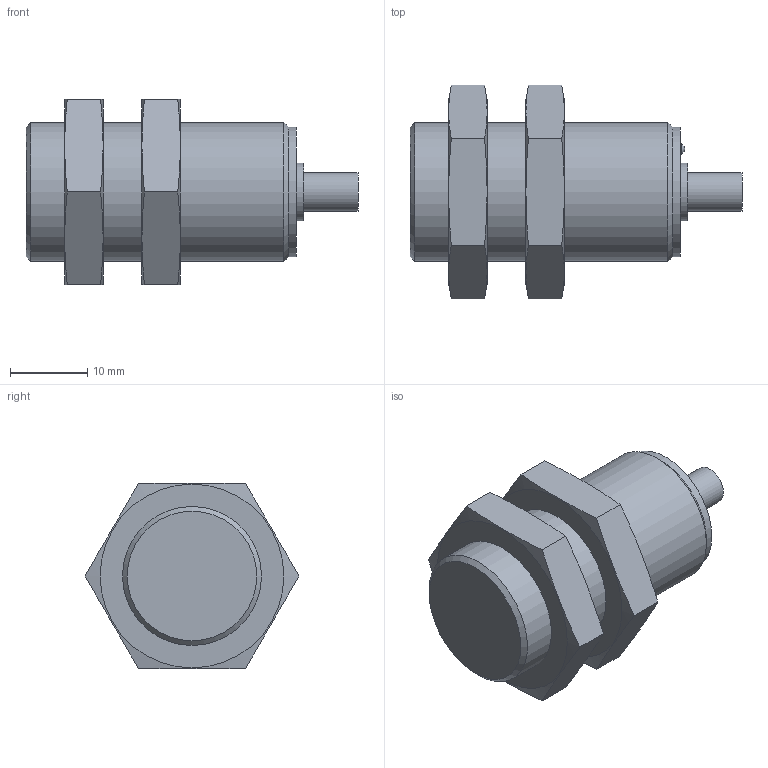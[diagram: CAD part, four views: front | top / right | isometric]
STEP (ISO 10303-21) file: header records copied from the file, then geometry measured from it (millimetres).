
FILE_DESCRIPTION(/* description */ ('STEP AP214'),/* implementation_level */ '2;1');
FILE_NAME(/* name */ '150458_SIEH-M18B-PS-K-L',/* time_stamp */ '2024-09-15T05:16:44+02:00',/* author */ ('License CC BY-ND 4.0'),/* organization */ ('CADENAS'),/* preprocessor_version */ 'ST-DEVELOPER v19.3',/* originating_system */ 'PARTsolutions',/* authorisation */ ' ');
FILE_SCHEMA (('AUTOMOTIVE_DESIGN {1 0 10303 214 3 1 1}'));
Length unit declared in the file: millimetre
Products named in the file (3): 150458 SIEH-M18B-PS-K-L; 150458 SIEH-M18B-PS-K-L---(SP); Flachmutter M18X1-5-24
Assembly tree (3 placements, depth 2):
  150458 SIEH-M18B-PS-K-L
    150458 SIEH-M18B-PS-K-L---(SP)
    Flachmutter M18X1-5-24  x2
Bounding box: 43 x 27.71 x 24 mm (x, y, z)
Volume: 11720.6 mm3; surface area: 4930.5 mm2
Topology: 3 solids, 3 shells, 38 faces, 84 edges, 54 vertices
Faces by surface type: plane 20, cone 10, cylinder 7, torus 1
Full cylindrical faces by diameter (mm): 1.44 x1, 5 x1, 7.5 x1, 16.773 x1, 16.917 x2, 18 x1
Entity records: 678 total; most frequent: CARTESIAN_POINT 142, DIRECTION 98, ORIENTED_EDGE 70, AXIS2_PLACEMENT_3D 46, FACE_BOUND 43, EDGE_LOOP 42, EDGE_CURVE 35, VERTEX_POINT 30
